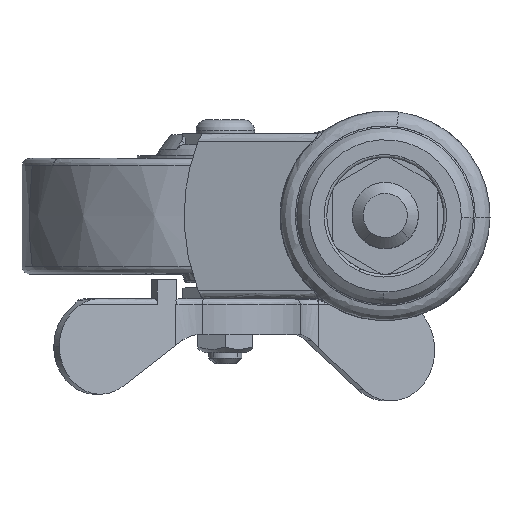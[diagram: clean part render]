
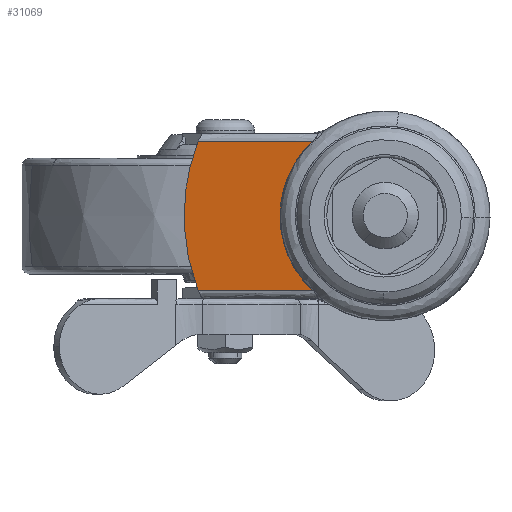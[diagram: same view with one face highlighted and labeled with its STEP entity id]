
A CAD part, top view. The second image highlights one B-rep face of the part: STEP entity #31069.
In plain terms, the highlighted free-form (B-spline) face has degree [1, 1] with [2, 2] control points.
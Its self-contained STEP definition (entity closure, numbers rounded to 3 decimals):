
#29142=CARTESIAN_POINT('',(15.891,13.5,46.568));
#29143=VERTEX_POINT('',#29142);
#29293=CARTESIAN_POINT('',(15.891,-13.5,46.568));
#29294=VERTEX_POINT('',#29293);
#29304=CARTESIAN_POINT('',(15.891,-13.5,46.568));
#29305=CARTESIAN_POINT('',(13.029,-11.032,46.064));
#29306=CARTESIAN_POINT('',(11.452,-7.404,45.786));
#29307=CARTESIAN_POINT('',(9.92,-3.88,45.515));
#29308=CARTESIAN_POINT('',(9.925,0.023,45.516));
#29309=CARTESIAN_POINT('',(9.929,3.916,45.517));
#29310=CARTESIAN_POINT('',(11.463,7.43,45.788));
#29311=CARTESIAN_POINT('',(12.227,9.179,45.922));
#29312=CARTESIAN_POINT('',(13.347,10.721,46.12));
#29313=CARTESIAN_POINT('',(14.485,12.287,46.32));
#29314=CARTESIAN_POINT('',(15.891,13.5,46.568));
#29315=B_SPLINE_CURVE_WITH_KNOTS('',2,(#29304,#29305,#29306,#29307,#29308,#29309,#29310,#29311,#29312,#29313,#29314),.UNSPECIFIED.,.F.,.U.,(3,2,2,2,2,3),(0.0,0.25,0.5,0.75,0.875,1.0),.UNSPECIFIED.);
#29316=EDGE_CURVE('',#29294,#29143,#29315,.T.);
#30050=CARTESIAN_POINT('',(-4.919,-13.5,42.899));
#30051=VERTEX_POINT('',#30050);
#30052=CARTESIAN_POINT('',(-4.919,-13.5,42.899));
#30053=CARTESIAN_POINT('',(15.891,-13.5,46.568));
#30054=QUASI_UNIFORM_CURVE('',1,(#30052,#30053),.UNSPECIFIED.,.F.,.U.);
#30055=EDGE_CURVE('',#30051,#29294,#30054,.T.);
#30118=CARTESIAN_POINT('',(-4.919,13.5,42.899));
#30119=VERTEX_POINT('',#30118);
#30149=CARTESIAN_POINT('',(15.891,13.5,46.568));
#30150=CARTESIAN_POINT('',(-4.919,13.5,42.899));
#30151=QUASI_UNIFORM_CURVE('',1,(#30149,#30150),.UNSPECIFIED.,.F.,.U.);
#30152=EDGE_CURVE('',#29143,#30119,#30151,.T.);
#31009=CARTESIAN_POINT('',(-4.919,-13.5,42.899));
#31010=CARTESIAN_POINT('',(-5.477,-12.097,42.801));
#31011=CARTESIAN_POINT('',(-6.552,-8.807,42.611));
#31012=CARTESIAN_POINT('',(-7.529,-3.255,42.439));
#31013=CARTESIAN_POINT('',(-7.563,2.533,42.433));
#31014=CARTESIAN_POINT('',(-6.697,8.245,42.585));
#31015=CARTESIAN_POINT('',(-5.636,11.696,42.772));
#31016=CARTESIAN_POINT('',(-4.919,13.5,42.899));
#31017=B_SPLINE_CURVE_WITH_KNOTS('',3,(#31009,#31010,#31011,#31012,#31013,#31014,#31015,#31016),.UNSPECIFIED.,.F.,.U.,(4,1,1,1,1,4),(0.,4.54,10.378,16.863,21.836,27.673),.UNSPECIFIED.);
#31018=EDGE_CURVE('',#30051,#30119,#31017,.T.);
#31058=CARTESIAN_POINT('',(17.06,-14.849,46.774));
#31059=CARTESIAN_POINT('',(-8.668,-14.849,42.238));
#31060=CARTESIAN_POINT('',(17.06,14.849,46.774));
#31061=CARTESIAN_POINT('',(-8.668,14.849,42.238));
#31062=B_SPLINE_SURFACE_WITH_KNOTS('',1,1,((#31058,#31060),(#31059,#31061)),.UNSPECIFIED.,.F.,.F.,.U.,(2,2),(2,2),(0.0,26.125),(0.0,29.697),.UNSPECIFIED.);
#31063=ORIENTED_EDGE('',*,*,#30055,.T.);
#31064=ORIENTED_EDGE('',*,*,#29316,.T.);
#31065=ORIENTED_EDGE('',*,*,#30152,.T.);
#31066=ORIENTED_EDGE('',*,*,#31018,.F.);
#31067=EDGE_LOOP('',(#31063,#31064,#31065,#31066));
#31068=FACE_OUTER_BOUND('',#31067,.T.);
#31069=ADVANCED_FACE('',(#31068),#31062,.F.);
